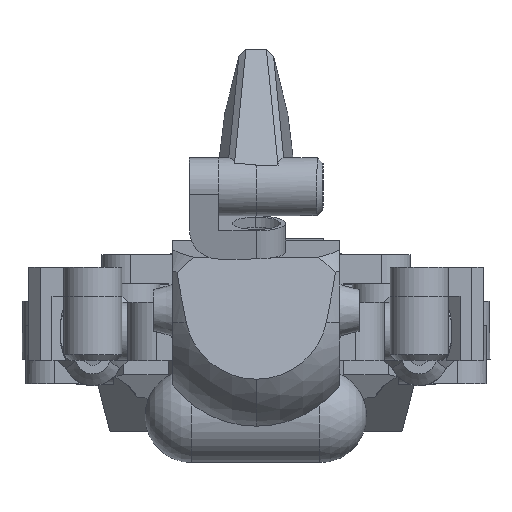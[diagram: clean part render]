
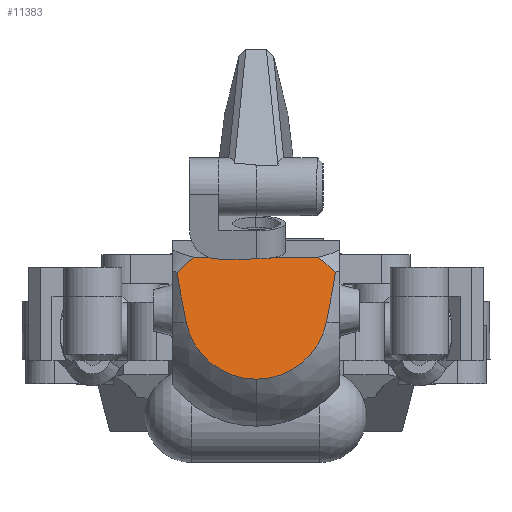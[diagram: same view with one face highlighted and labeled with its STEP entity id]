
A CAD part, top view. The second image highlights one B-rep face of the part: STEP entity #11383.
In plain terms, the highlighted planar face has unit normal (0, 0.174, 0.985).
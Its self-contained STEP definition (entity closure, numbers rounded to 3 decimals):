
#85=B_SPLINE_CURVE_WITH_KNOTS('',3,(#17225,#17226,#17227,#17228,#17229,
#17230,#17231,#17232,#17233,#17234),.UNSPECIFIED.,.F.,.F.,(4,3,3,4),(-0.223,
-0.158,-0.082,-0.038),
 .UNSPECIFIED.);
#86=B_SPLINE_CURVE_WITH_KNOTS('',3,(#17238,#17239,#17240,#17241,#17242,
#17243,#17244,#17245,#17246,#17247),.UNSPECIFIED.,.F.,.F.,(4,3,3,4),(-2.302,
-2.209,-2.108,-2.049),.UNSPECIFIED.);
#178=ELLIPSE('',#12224,52.981,9.2);
#179=ELLIPSE('',#12226,52.981,9.2);
#577=PLANE('',#12225);
#1180=FACE_OUTER_BOUND('',#1850,.T.);
#1850=EDGE_LOOP('',(#8269,#8270,#8271,#8272,#8273,#8274,#8275));
#2650=LINE('',#16899,#3678);
#3678=VECTOR('',#13510,10.);
#4683=CIRCLE('',#12221,6.146);
#4685=CIRCLE('',#12227,6.146);
#5134=VERTEX_POINT('',#16897);
#5135=VERTEX_POINT('',#16898);
#5203=VERTEX_POINT('',#17211);
#5204=VERTEX_POINT('',#17213);
#5205=VERTEX_POINT('',#17217);
#5206=VERTEX_POINT('',#17224);
#5207=VERTEX_POINT('',#17235);
#6288=EDGE_CURVE('',#5134,#5135,#2650,.T.);
#6383=EDGE_CURVE('',#5204,#5203,#4683,.F.);
#6385=EDGE_CURVE('',#5203,#5205,#178,.F.);
#6387=EDGE_CURVE('',#5206,#5135,#85,.F.);
#6388=EDGE_CURVE('',#5207,#5206,#179,.T.);
#6389=EDGE_CURVE('',#5204,#5207,#4685,.T.);
#6390=EDGE_CURVE('',#5205,#5134,#86,.T.);
#8269=ORIENTED_EDGE('',*,*,#6288,.T.);
#8270=ORIENTED_EDGE('',*,*,#6387,.F.);
#8271=ORIENTED_EDGE('',*,*,#6388,.F.);
#8272=ORIENTED_EDGE('',*,*,#6389,.F.);
#8273=ORIENTED_EDGE('',*,*,#6383,.T.);
#8274=ORIENTED_EDGE('',*,*,#6385,.T.);
#8275=ORIENTED_EDGE('',*,*,#6390,.T.);
#11383=ADVANCED_FACE('',(#1180),#577,.F.);
#12221=AXIS2_PLACEMENT_3D('',#17214,#13667,#13668);
#12224=AXIS2_PLACEMENT_3D('',#17218,#13673,#13674);
#12225=AXIS2_PLACEMENT_3D('',#17223,#13675,#13676);
#12226=AXIS2_PLACEMENT_3D('',#17236,#13677,#13678);
#12227=AXIS2_PLACEMENT_3D('',#17237,#13679,#13680);
#13510=DIRECTION('',(-1.,0.,0.));
#13667=DIRECTION('center_axis',(0.,-0.174,
-0.985));
#13668=DIRECTION('ref_axis',(0.,-0.985,0.174));
#13673=DIRECTION('center_axis',(0.,-0.174,
-0.985));
#13674=DIRECTION('ref_axis',(0.,-0.985,0.174));
#13675=DIRECTION('center_axis',(0.,-0.174,
-0.985));
#13676=DIRECTION('ref_axis',(-1.,0.,0.));
#13677=DIRECTION('center_axis',(0.,-0.174,
-0.985));
#13678=DIRECTION('ref_axis',(0.,-0.985,0.174));
#13679=DIRECTION('center_axis',(0.,-0.174,
-0.985));
#13680=DIRECTION('ref_axis',(0.,-0.985,0.174));
#16897=CARTESIAN_POINT('',(5.348,3.708,35.79));
#16898=CARTESIAN_POINT('',(-5.348,3.708,35.79));
#16899=CARTESIAN_POINT('',(0.018,3.708,35.79));
#17211=CARTESIAN_POINT('',(6.008,-1.894,36.778));
#17213=CARTESIAN_POINT('',(0.,-6.757,37.636));
#17214=CARTESIAN_POINT('Origin',(-0.018,-0.705,
36.568));
#17217=CARTESIAN_POINT('',(6.788,2.425,36.017));
#17218=CARTESIAN_POINT('Origin',(-0.018,37.533,29.826));
#17223=CARTESIAN_POINT('Origin',(0.018,-6.075,37.515));
#17224=CARTESIAN_POINT('',(-6.788,2.425,36.017));
#17225=CARTESIAN_POINT('Ctrl Pts',(-5.348,3.708,35.79));
#17226=CARTESIAN_POINT('Ctrl Pts',(-5.52,3.561,35.816));
#17227=CARTESIAN_POINT('Ctrl Pts',(-5.692,3.411,35.843));
#17228=CARTESIAN_POINT('Ctrl Pts',(-5.863,3.26,35.869));
#17229=CARTESIAN_POINT('Ctrl Pts',(-6.062,3.084,35.9));
#17230=CARTESIAN_POINT('Ctrl Pts',(-6.26,2.907,35.932));
#17231=CARTESIAN_POINT('Ctrl Pts',(-6.454,2.73,35.963));
#17232=CARTESIAN_POINT('Ctrl Pts',(-6.567,2.628,35.981));
#17233=CARTESIAN_POINT('Ctrl Pts',(-6.678,2.526,35.999));
#17234=CARTESIAN_POINT('Ctrl Pts',(-6.788,2.425,36.017));
#17235=CARTESIAN_POINT('',(-6.008,-1.894,36.778));
#17236=CARTESIAN_POINT('Origin',(0.018,37.533,29.826));
#17237=CARTESIAN_POINT('Origin',(0.018,-0.705,36.568));
#17238=CARTESIAN_POINT('Ctrl Pts',(6.788,2.425,36.017));
#17239=CARTESIAN_POINT('Ctrl Pts',(6.619,2.58,35.989));
#17240=CARTESIAN_POINT('Ctrl Pts',(6.446,2.738,35.961));
#17241=CARTESIAN_POINT('Ctrl Pts',(6.271,2.896,35.933));
#17242=CARTESIAN_POINT('Ctrl Pts',(6.079,3.069,35.903));
#17243=CARTESIAN_POINT('Ctrl Pts',(5.885,3.242,35.873));
#17244=CARTESIAN_POINT('Ctrl Pts',(5.69,3.412,35.842));
#17245=CARTESIAN_POINT('Ctrl Pts',(5.576,3.512,35.825));
#17246=CARTESIAN_POINT('Ctrl Pts',(5.462,3.61,35.807));
#17247=CARTESIAN_POINT('Ctrl Pts',(5.348,3.708,35.79));
